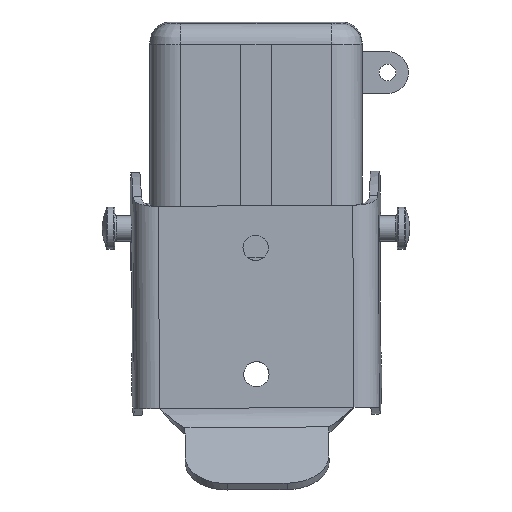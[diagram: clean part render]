
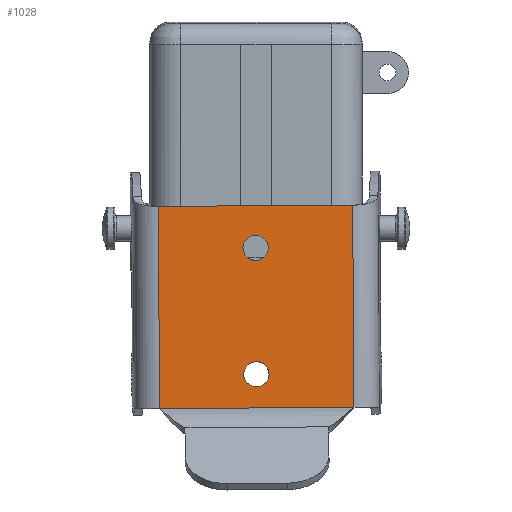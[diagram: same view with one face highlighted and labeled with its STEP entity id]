
A CAD part, front view. The second image highlights one B-rep face of the part: STEP entity #1028.
In plain terms, the highlighted planar face has unit normal (0, -1, 0).
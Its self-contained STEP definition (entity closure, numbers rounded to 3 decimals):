
#941=AXIS2_PLACEMENT_3D('Plane Axis2P3D',#938,#939,#940) ;
#802=CARTESIAN_POINT('Vertex',(29.724,9.,33.812)) ;
#805=CARTESIAN_POINT('Line Origine',(29.79,9.,23.417)) ;
#809=CARTESIAN_POINT('Vertex',(29.877,9.,9.812)) ;
#938=CARTESIAN_POINT('Axis2P3D Location',(4.762,9.,21.653)) ;
#943=CARTESIAN_POINT('Line Origine',(11.589,9.,9.696)) ;
#947=CARTESIAN_POINT('Vertex',(6.804,9.,9.666)) ;
#950=CARTESIAN_POINT('Line Origine',(11.437,9.,33.695)) ;
#954=CARTESIAN_POINT('Vertex',(6.651,9.,33.665)) ;
#957=CARTESIAN_POINT('Line Origine',(6.728,9.,21.665)) ;
#969=CARTESIAN_POINT('Control Point',(19.518,9.,29.466)) ;
#970=CARTESIAN_POINT('Control Point',(19.289,9.,29.878)) ;
#971=CARTESIAN_POINT('Control Point',(18.899,9.,30.2)) ;
#972=CARTESIAN_POINT('Control Point',(18.393,9.,30.345)) ;
#973=CARTESIAN_POINT('Control Point',(17.389,9.,30.212)) ;
#974=CARTESIAN_POINT('Control Point',(16.744,9.,29.431)) ;
#975=CARTESIAN_POINT('Control Point',(16.599,9.,28.925)) ;
#976=CARTESIAN_POINT('Control Point',(16.666,9.,28.423)) ;
#977=CARTESIAN_POINT('Control Point',(16.894,9.,28.011)) ;
#978=CARTESIAN_POINT('Vertex',(19.518,9.,29.466)) ;
#980=CARTESIAN_POINT('Vertex',(16.894,9.,28.011)) ;
#984=CARTESIAN_POINT('Control Point',(16.894,9.,28.011)) ;
#985=CARTESIAN_POINT('Control Point',(17.123,9.,27.599)) ;
#986=CARTESIAN_POINT('Control Point',(17.513,9.,27.276)) ;
#987=CARTESIAN_POINT('Control Point',(18.02,9.,27.131)) ;
#988=CARTESIAN_POINT('Control Point',(19.023,9.,27.265)) ;
#989=CARTESIAN_POINT('Control Point',(19.668,9.,28.045)) ;
#990=CARTESIAN_POINT('Control Point',(19.813,9.,28.552)) ;
#991=CARTESIAN_POINT('Control Point',(19.747,9.,29.054)) ;
#992=CARTESIAN_POINT('Control Point',(19.518,9.,29.466)) ;
#999=CARTESIAN_POINT('Control Point',(19.613,9.,14.466)) ;
#1000=CARTESIAN_POINT('Control Point',(19.385,9.,14.878)) ;
#1001=CARTESIAN_POINT('Control Point',(18.994,9.,15.201)) ;
#1002=CARTESIAN_POINT('Control Point',(18.488,9.,15.346)) ;
#1003=CARTESIAN_POINT('Control Point',(17.484,9.,15.212)) ;
#1004=CARTESIAN_POINT('Control Point',(16.84,9.,14.431)) ;
#1005=CARTESIAN_POINT('Control Point',(16.694,9.,13.925)) ;
#1006=CARTESIAN_POINT('Control Point',(16.761,9.,13.423)) ;
#1007=CARTESIAN_POINT('Control Point',(16.99,9.,13.011)) ;
#1008=CARTESIAN_POINT('Vertex',(19.613,9.,14.466)) ;
#1010=CARTESIAN_POINT('Vertex',(16.99,9.,13.011)) ;
#1014=CARTESIAN_POINT('Control Point',(16.99,9.,13.011)) ;
#1015=CARTESIAN_POINT('Control Point',(17.218,9.,12.599)) ;
#1016=CARTESIAN_POINT('Control Point',(17.609,9.,12.277)) ;
#1017=CARTESIAN_POINT('Control Point',(18.115,9.,12.132)) ;
#1018=CARTESIAN_POINT('Control Point',(19.119,9.,12.265)) ;
#1019=CARTESIAN_POINT('Control Point',(19.763,9.,13.046)) ;
#1020=CARTESIAN_POINT('Control Point',(19.909,9.,13.552)) ;
#1021=CARTESIAN_POINT('Control Point',(19.842,9.,14.054)) ;
#1022=CARTESIAN_POINT('Control Point',(19.613,9.,14.466)) ;
#806=DIRECTION('Vector Direction',(-0.006,0.,1.)) ;
#939=DIRECTION('Axis2P3D Direction',(0.,-1.,0.)) ;
#940=DIRECTION('Axis2P3D XDirection',(0.006,0.,-1.)) ;
#944=DIRECTION('Vector Direction',(1.,0.,0.006)) ;
#951=DIRECTION('Vector Direction',(1.,0.,0.006)) ;
#958=DIRECTION('Vector Direction',(0.006,0.,-1.)) ;
#807=VECTOR('Line Direction',#806,1.) ;
#945=VECTOR('Line Direction',#944,1.) ;
#952=VECTOR('Line Direction',#951,1.) ;
#959=VECTOR('Line Direction',#958,1.) ;
#963=ORIENTED_EDGE('',*,*,#949,.F.) ;
#964=ORIENTED_EDGE('',*,*,#811,.F.) ;
#965=ORIENTED_EDGE('',*,*,#956,.T.) ;
#966=ORIENTED_EDGE('',*,*,#961,.T.) ;
#995=ORIENTED_EDGE('',*,*,#982,.F.) ;
#996=ORIENTED_EDGE('',*,*,#993,.F.) ;
#1025=ORIENTED_EDGE('',*,*,#1012,.F.) ;
#1026=ORIENTED_EDGE('',*,*,#1023,.F.) ;
#997=FACE_BOUND('',#994,.T.) ;
#1027=FACE_BOUND('',#1024,.T.) ;
#1028=ADVANCED_FACE('Hauptk\X2\00F6\X0\rper',(#967,#997,#1027),#942,.T.) ;
#968=B_SPLINE_CURVE_WITH_KNOTS('',5,(#969,#970,#971,#972,#973,#974,#975,#976,#977),.UNSPECIFIED.,.F.,.U.,(6,3,6),(3.106,5.462,7.819),.UNSPECIFIED.) ;
#983=B_SPLINE_CURVE_WITH_KNOTS('',5,(#984,#985,#986,#987,#988,#989,#990,#991,#992),.UNSPECIFIED.,.F.,.U.,(6,3,6),(7.819,10.175,12.531),.UNSPECIFIED.) ;
#998=B_SPLINE_CURVE_WITH_KNOTS('',5,(#999,#1000,#1001,#1002,#1003,#1004,#1005,#1006,#1007),.UNSPECIFIED.,.F.,.U.,(6,3,6),(3.106,5.462,7.819),.UNSPECIFIED.) ;
#1013=B_SPLINE_CURVE_WITH_KNOTS('',5,(#1014,#1015,#1016,#1017,#1018,#1019,#1020,#1021,#1022),.UNSPECIFIED.,.F.,.U.,(6,3,6),(7.819,10.175,12.531),.UNSPECIFIED.) ;
#811=EDGE_CURVE('',#803,#810,#808,.F.) ;
#949=EDGE_CURVE('',#810,#948,#946,.F.) ;
#956=EDGE_CURVE('',#803,#955,#953,.F.) ;
#961=EDGE_CURVE('',#955,#948,#960,.T.) ;
#982=EDGE_CURVE('',#979,#981,#968,.T.) ;
#993=EDGE_CURVE('',#981,#979,#983,.T.) ;
#1012=EDGE_CURVE('',#1009,#1011,#998,.T.) ;
#1023=EDGE_CURVE('',#1011,#1009,#1013,.T.) ;
#962=EDGE_LOOP('',(#963,#964,#965,#966)) ;
#994=EDGE_LOOP('',(#995,#996)) ;
#1024=EDGE_LOOP('',(#1025,#1026)) ;
#967=FACE_OUTER_BOUND('',#962,.T.) ;
#808=LINE('Line',#805,#807) ;
#946=LINE('Line',#943,#945) ;
#953=LINE('Line',#950,#952) ;
#960=LINE('Line',#957,#959) ;
#942=PLANE('',#941) ;
#803=VERTEX_POINT('',#802) ;
#810=VERTEX_POINT('',#809) ;
#948=VERTEX_POINT('',#947) ;
#955=VERTEX_POINT('',#954) ;
#979=VERTEX_POINT('',#978) ;
#981=VERTEX_POINT('',#980) ;
#1009=VERTEX_POINT('',#1008) ;
#1011=VERTEX_POINT('',#1010) ;
